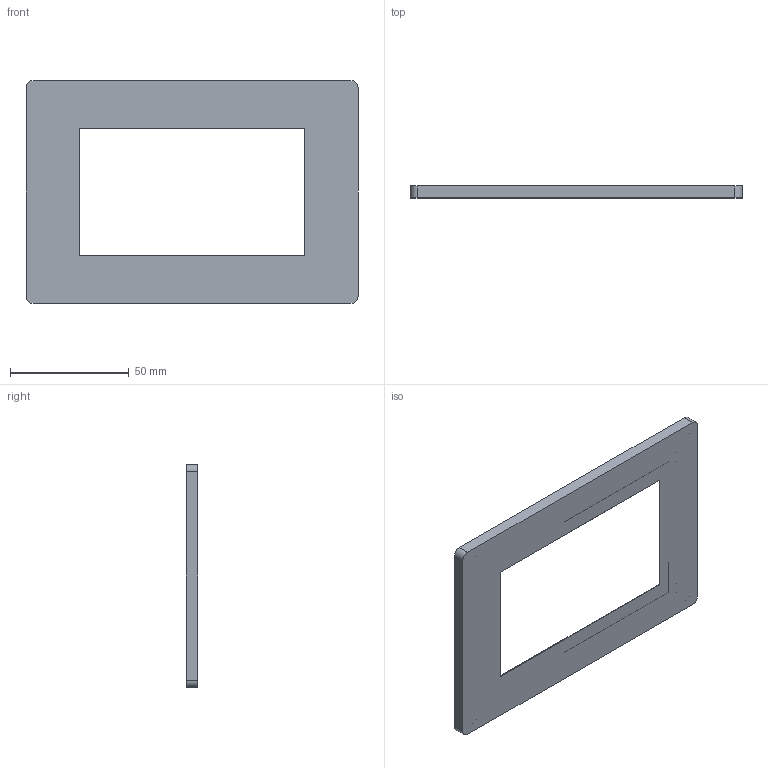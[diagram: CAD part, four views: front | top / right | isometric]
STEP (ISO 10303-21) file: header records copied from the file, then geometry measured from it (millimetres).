
FILE_DESCRIPTION((''),'2;1');
FILE_NAME('SUPPORTO_DISPLAY','2022-10-23T16:44:00',('alexb'),(''),'CREO PARAMETRIC BY PTC INC, 2022164','CREO PARAMETRIC BY PTC INC, 2022164','');
FILE_SCHEMA(('CONFIG_CONTROL_DESIGN'));
Length unit declared in the file: millimetre
Products named in the file (1): SUPPORTO_DISPLAY
Bounding box: 140 x 5 x 94 mm (x, y, z)
Volume: 30235.1 mm3; surface area: 20654.9 mm2
Topology: 1 solids, 1 shells, 43 faces, 96 edges, 64 vertices
Faces by surface type: plane 23, cylinder 20
Entity records: 1252 total; most frequent: DIRECTION 222, CARTESIAN_POINT 203, ORIENTED_EDGE 192, EDGE_CURVE 96, AXIS2_PLACEMENT_3D 83, VERTEX_POINT 64, VECTOR 56, LINE 56
